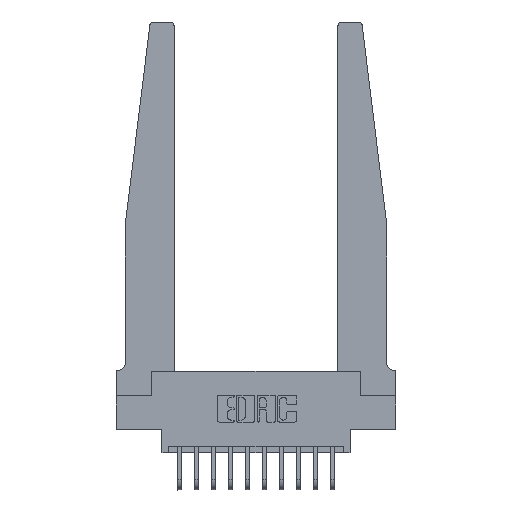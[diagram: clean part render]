
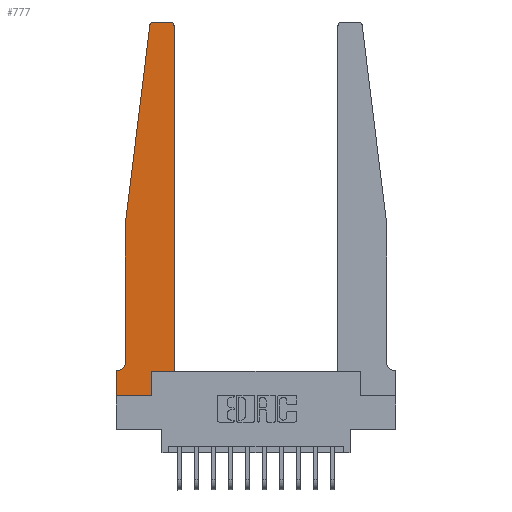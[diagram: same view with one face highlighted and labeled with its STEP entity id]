
A CAD part, top view. The second image highlights one B-rep face of the part: STEP entity #777.
In plain terms, the highlighted planar face has unit normal (0, 0, 1).
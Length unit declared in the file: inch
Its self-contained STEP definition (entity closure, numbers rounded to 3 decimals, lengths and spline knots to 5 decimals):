
#240 = LINE ( 'NONE', #8745, #12244 ) ;
#362 = PLANE ( 'NONE',  #7430 ) ;
#441 = VERTEX_POINT ( 'NONE', #9003 ) ;
#510 = CARTESIAN_POINT ( 'NONE',  ( 0.065, 0.2375, 0.37 ) ) ;
#558 = ORIENTED_EDGE ( 'NONE', *, *, #13088, .T. ) ;
#573 = VECTOR ( 'NONE', #682, 39.37008 ) ;
#682 = DIRECTION ( 'NONE',  ( 0., 1., 0. ) ) ;
#712 = EDGE_LOOP ( 'NONE', ( #5545, #14970, #2711, #9409, #6649, #9776, #558, #10132, #4241, #10503, #5008, #8495 ) ) ;
#753 = AXIS2_PLACEMENT_3D ( 'NONE', #6538, #14797, #7719 ) ;
#777 = ADVANCED_FACE ( 'NONE', ( #9811 ), #362, .T. ) ;
#1077 = DIRECTION ( 'NONE',  ( 1., 0., 0. ) ) ;
#1145 = DIRECTION ( 'NONE',  ( 1., 0., 0. ) ) ;
#1577 = VERTEX_POINT ( 'NONE', #7704 ) ;
#1754 = VERTEX_POINT ( 'NONE', #2342 ) ;
#2128 = VECTOR ( 'NONE', #4029, 39.37008 ) ;
#2250 = CARTESIAN_POINT ( 'NONE',  ( 0.425, 0.18, 0.37 ) ) ;
#2342 = CARTESIAN_POINT ( 'NONE',  ( 0.2605, 0.18, 0.37 ) ) ;
#2567 = DIRECTION ( 'NONE',  ( 0., 0., 1. ) ) ;
#2711 = ORIENTED_EDGE ( 'NONE', *, *, #8192, .T. ) ;
#2802 = CARTESIAN_POINT ( 'NONE',  ( 0.25, 2.75, 0.37 ) ) ;
#2852 = AXIS2_PLACEMENT_3D ( 'NONE', #5729, #14001, #6913 ) ;
#3049 = CARTESIAN_POINT ( 'NONE',  ( 0.2605, 0., 0.37 ) ) ;
#3474 = VECTOR ( 'NONE', #11325, 39.37008 ) ;
#3543 = VECTOR ( 'NONE', #14239, 39.37008 ) ;
#3901 = EDGE_CURVE ( 'NONE', #10868, #11047, #9680, .T. ) ;
#4029 = DIRECTION ( 'NONE',  ( -1., 0., 0. ) ) ;
#4114 = CARTESIAN_POINT ( 'NONE',  ( 0.065, 1.25, 0.37 ) ) ;
#4229 = VERTEX_POINT ( 'NONE', #13908 ) ;
#4241 = ORIENTED_EDGE ( 'NONE', *, *, #5408, .T. ) ;
#4531 = CARTESIAN_POINT ( 'NONE',  ( 0.395, 2.75, 0.37 ) ) ;
#4599 = CARTESIAN_POINT ( 'NONE',  ( 0., 0.1875, 0.37 ) ) ;
#4601 = VECTOR ( 'NONE', #9783, 39.37008 ) ;
#4944 = CARTESIAN_POINT ( 'NONE',  ( 0.425, 0.18, 0.37 ) ) ;
#5008 = ORIENTED_EDGE ( 'NONE', *, *, #6816, .T. ) ;
#5040 = EDGE_CURVE ( 'NONE', #1754, #5383, #5260, .T. ) ;
#5260 = LINE ( 'NONE', #4944, #8019 ) ;
#5369 = LINE ( 'NONE', #2802, #2128 ) ;
#5383 = VERTEX_POINT ( 'NONE', #2250 ) ;
#5408 = EDGE_CURVE ( 'NONE', #7763, #1754, #10194, .T. ) ;
#5545 = ORIENTED_EDGE ( 'NONE', *, *, #7181, .T. ) ;
#5729 = CARTESIAN_POINT ( 'NONE',  ( 0.015, 0.2375, 0.37 ) ) ;
#5959 = VERTEX_POINT ( 'NONE', #4114 ) ;
#5975 = CARTESIAN_POINT ( 'NONE',  ( 0.2605, 0.18, 0.37 ) ) ;
#6422 = CARTESIAN_POINT ( 'NONE',  ( 0.065, 1.25, 0.37 ) ) ;
#6538 = CARTESIAN_POINT ( 'NONE',  ( 0.27653, 2.72, 0.37 ) ) ;
#6556 = VECTOR ( 'NONE', #1145, 39.37008 ) ;
#6610 = CARTESIAN_POINT ( 'NONE',  ( 0.065, 0.1875, 0.37 ) ) ;
#6649 = ORIENTED_EDGE ( 'NONE', *, *, #12711, .T. ) ;
#6808 = DIRECTION ( 'NONE',  ( 0., 0., 1. ) ) ;
#6816 = EDGE_CURVE ( 'NONE', #5383, #10868, #10149, .T. ) ;
#6913 = DIRECTION ( 'NONE',  ( -1., 0., 0. ) ) ;
#7006 = CARTESIAN_POINT ( 'NONE',  ( 0.425, 2.72, 0.37 ) ) ;
#7181 = EDGE_CURVE ( 'NONE', #11047, #1577, #5369, .T. ) ;
#7430 = AXIS2_PLACEMENT_3D ( 'NONE', #4599, #6808, #1077 ) ;
#7435 = CARTESIAN_POINT ( 'NONE',  ( 0.065, 1.25, 0.37 ) ) ;
#7600 = DIRECTION ( 'NONE',  ( 0., -1., 0. ) ) ;
#7704 = CARTESIAN_POINT ( 'NONE',  ( 0.27653, 2.75, 0.37 ) ) ;
#7719 = DIRECTION ( 'NONE',  ( 1., 0., 0. ) ) ;
#7758 = EDGE_CURVE ( 'NONE', #441, #11498, #12930, .T. ) ;
#7763 = VERTEX_POINT ( 'NONE', #3049 ) ;
#8019 = VECTOR ( 'NONE', #13150, 39.37008 ) ;
#8096 = CARTESIAN_POINT ( 'NONE',  ( 0.24675, 2.72367, 0.37 ) ) ;
#8192 = EDGE_CURVE ( 'NONE', #10179, #5959, #14042, .T. ) ;
#8355 = CARTESIAN_POINT ( 'NONE',  ( 0., 0., 0.37 ) ) ;
#8495 = ORIENTED_EDGE ( 'NONE', *, *, #3901, .T. ) ;
#8556 = AXIS2_PLACEMENT_3D ( 'NONE', #9708, #2567, #10877 ) ;
#8745 = CARTESIAN_POINT ( 'NONE',  ( 0., 0., 0.37 ) ) ;
#8791 = VECTOR ( 'NONE', #7600, 39.37008 ) ;
#8989 = VERTEX_POINT ( 'NONE', #510 ) ;
#9003 = CARTESIAN_POINT ( 'NONE',  ( 0.015, 0.1875, 0.37 ) ) ;
#9409 = ORIENTED_EDGE ( 'NONE', *, *, #9515, .T. ) ;
#9515 = EDGE_CURVE ( 'NONE', #5959, #8989, #11920, .T. ) ;
#9680 = CIRCLE ( 'NONE', #8556, 0.03 ) ;
#9708 = CARTESIAN_POINT ( 'NONE',  ( 0.395, 2.72, 0.37 ) ) ;
#9776 = ORIENTED_EDGE ( 'NONE', *, *, #7758, .T. ) ;
#9783 = DIRECTION ( 'NONE',  ( -0.122, -0.992, 0. ) ) ;
#9811 = FACE_OUTER_BOUND ( 'NONE', #712, .T. ) ;
#9927 = DIRECTION ( 'NONE',  ( 0., -1., 0. ) ) ;
#10132 = ORIENTED_EDGE ( 'NONE', *, *, #12310, .T. ) ;
#10149 = LINE ( 'NONE', #15010, #573 ) ;
#10179 = VERTEX_POINT ( 'NONE', #8096 ) ;
#10194 = LINE ( 'NONE', #5975, #3543 ) ;
#10503 = ORIENTED_EDGE ( 'NONE', *, *, #5040, .T. ) ;
#10764 = CIRCLE ( 'NONE', #2852, 0.05 ) ;
#10868 = VERTEX_POINT ( 'NONE', #7006 ) ;
#10877 = DIRECTION ( 'NONE',  ( 1., 0., 0. ) ) ;
#11047 = VERTEX_POINT ( 'NONE', #4531 ) ;
#11325 = DIRECTION ( 'NONE',  ( -1., 0., 0. ) ) ;
#11437 = EDGE_CURVE ( 'NONE', #1577, #10179, #14896, .T. ) ;
#11498 = VERTEX_POINT ( 'NONE', #13686 ) ;
#11920 = LINE ( 'NONE', #6422, #8791 ) ;
#12244 = VECTOR ( 'NONE', #9927, 39.37008 ) ;
#12310 = EDGE_CURVE ( 'NONE', #4229, #7763, #12452, .T. ) ;
#12452 = LINE ( 'NONE', #8355, #6556 ) ;
#12711 = EDGE_CURVE ( 'NONE', #8989, #441, #10764, .T. ) ;
#12930 = LINE ( 'NONE', #6610, #3474 ) ;
#13088 = EDGE_CURVE ( 'NONE', #11498, #4229, #240, .T. ) ;
#13150 = DIRECTION ( 'NONE',  ( 1., 0., 0. ) ) ;
#13686 = CARTESIAN_POINT ( 'NONE',  ( 0., 0.1875, 0.37 ) ) ;
#13908 = CARTESIAN_POINT ( 'NONE',  ( 0., 0., 0.37 ) ) ;
#14001 = DIRECTION ( 'NONE',  ( 0., 0., -1. ) ) ;
#14042 = LINE ( 'NONE', #7435, #4601 ) ;
#14239 = DIRECTION ( 'NONE',  ( 0., 1., 0. ) ) ;
#14797 = DIRECTION ( 'NONE',  ( 0., 0., 1. ) ) ;
#14896 = CIRCLE ( 'NONE', #753, 0.03 ) ;
#14970 = ORIENTED_EDGE ( 'NONE', *, *, #11437, .T. ) ;
#15010 = CARTESIAN_POINT ( 'NONE',  ( 0.425, 0.18, 0.37 ) ) ;
